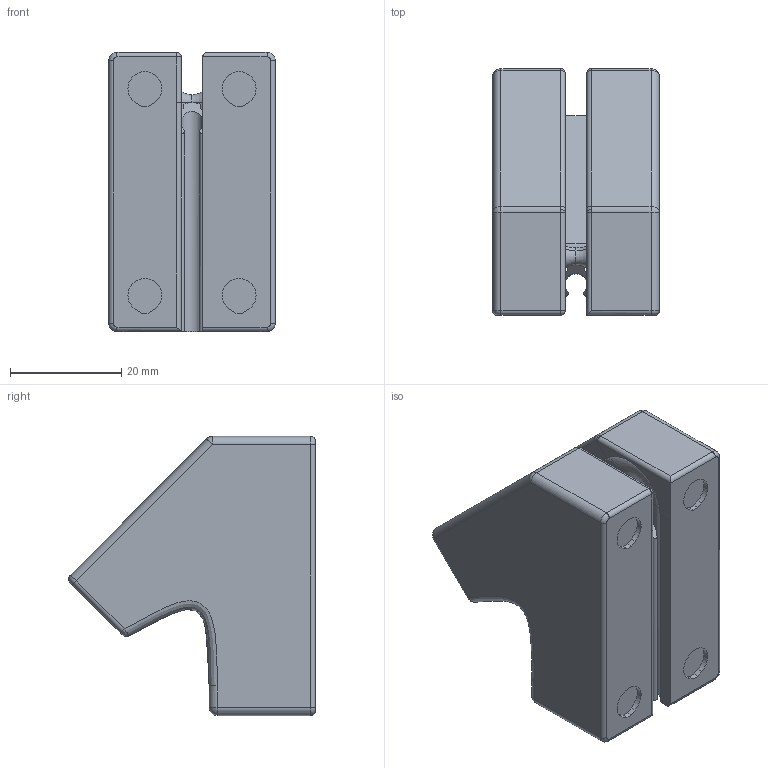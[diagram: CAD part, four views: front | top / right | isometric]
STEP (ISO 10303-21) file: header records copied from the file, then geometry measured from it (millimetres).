
FILE_DESCRIPTION (( 'STEP AP214' ), '1' );
FILE_NAME ('Mini extension cable Desk stand.STEP', '2025-12-07T21:10:08', ( '' ), ( '' ), 'MPSTEP 2.0', 'Macroplastics Offline CAD Suite', '' );
FILE_SCHEMA (( 'UwU' ));
Length unit declared in the file: millimetre
Products named in the file (1): Mini extension cable Desk stand
Bounding box: 30 x 44.35 x 50.23 mm (x, y, z)
Volume: 34785.1 mm3; surface area: 11359.4 mm2
Topology: 1 solids, 1 shells, 121 faces, 291 edges, 173 vertices
Faces by surface type: cylinder 53, plane 43, torus 15, bspline 5, sphere 5
Entity records: 3899 total; most frequent: CARTESIAN_POINT 1112, DIRECTION 594, ORIENTED_EDGE 576, EDGE_CURVE 288, AXIS2_PLACEMENT_3D 221, VERTEX_POINT 173, VECTOR 152, LINE 152
